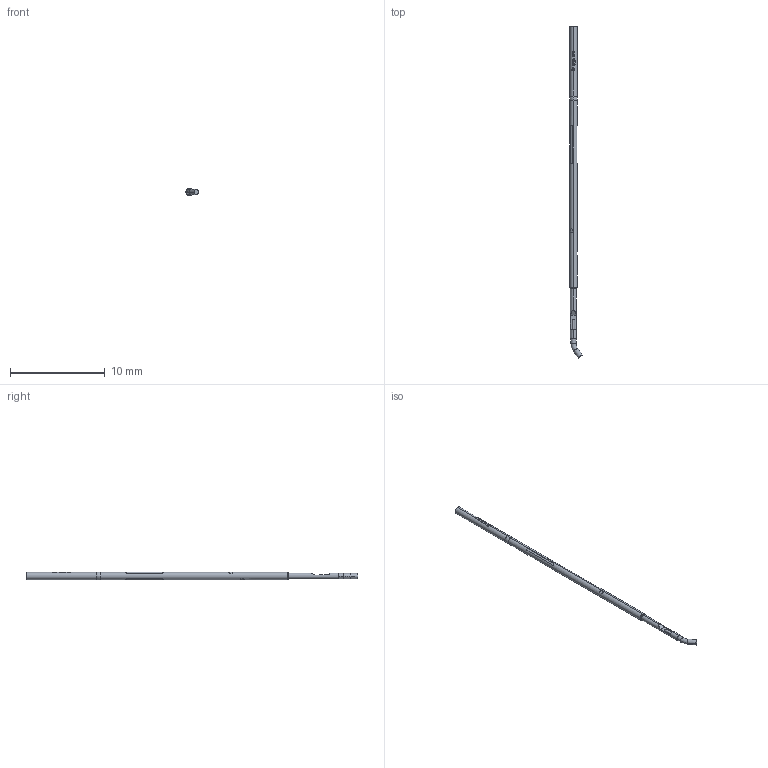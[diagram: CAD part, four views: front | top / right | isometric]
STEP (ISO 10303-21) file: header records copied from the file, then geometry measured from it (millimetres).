
FILE_DESCRIPTION (( 'STEP AP203' ), '1' );
FILE_NAME ('INGUN_KS-040_E08_V-30.STEP', '2021-01-28T06:50:48', ( '' ), ( '' ), 'SwSTEP 2.0', 'SolidWorks 2018', '' );
FILE_SCHEMA (( 'CONFIG_CONTROL_DESIGN' ));
Length unit declared in the file: millimetre
Products named in the file (1): INGUN_KS-040_E08_V-30
Bounding box: 1.34 x 35.03 x 0.81 mm (x, y, z)
Volume: 14.8 mm3; surface area: 82.3 mm2
Topology: 1 solids, 1 shells, 130 faces, 346 edges, 226 vertices
Faces by surface type: plane 57, cylinder 43, bspline 22, torus 8
Entity records: 4641 total; most frequent: CARTESIAN_POINT 1494, ORIENTED_EDGE 692, DIRECTION 571, EDGE_CURVE 346, VERTEX_POINT 226, AXIS2_PLACEMENT_3D 219, EDGE_LOOP 138, VECTOR 133
